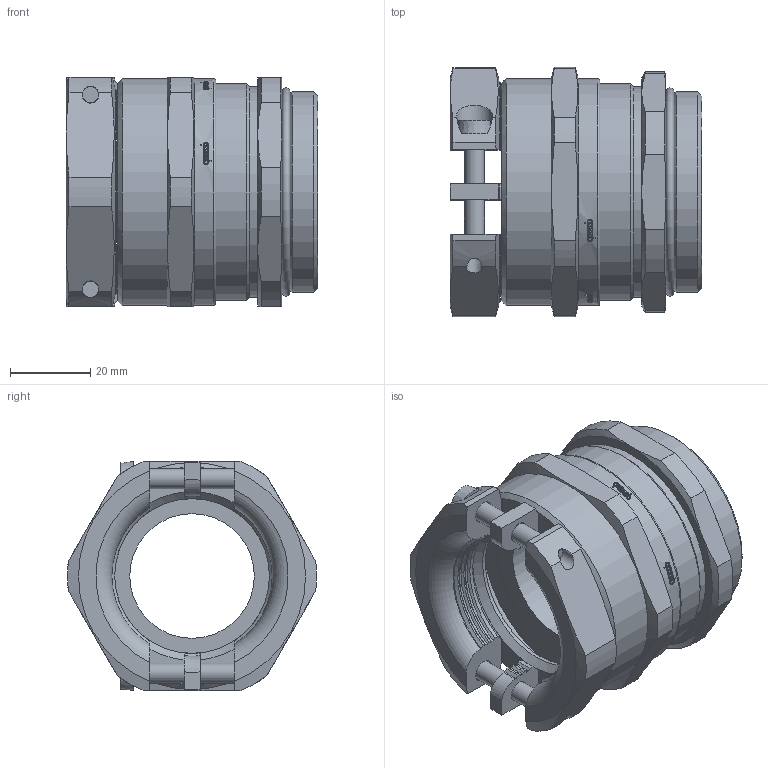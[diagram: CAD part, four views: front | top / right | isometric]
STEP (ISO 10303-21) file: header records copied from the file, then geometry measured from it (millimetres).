
FILE_DESCRIPTION(/* description */ ('HSK-MZ-EMV Metr.-Cable Glands'),/* implementation_level */ '2;1');
FILE_NAME(/* name */ '1692500051.stp',/* time_stamp */ '2021-10-13T14:04:13+02:00',/* author */ ('sl'),/* organization */ ('HUMMEL'),/* preprocessor_version */ 'ST-DEVELOPER v16.5',/* originating_system */ 'Autodesk Inventor 2017',/* authorisation */ '');
FILE_SCHEMA (('AUTOMOTIVE_DESIGN { 1 0 10303 214 3 1 1 }'));
Length unit declared in the file: millimetre
Products named in the file (6): HSK-MZ-EMV 1.692.5000.51; HSK-MZ-EMV 1.692.5000.51-Gland; HSK-MZ-EMV 1.692.5000.51-Nut; HSK-MZ-EMV 1.692.5000.51-Clamping insert; HSK-MZ-EMV 1.692.5000.51-Sealing insert; HSK-MZ-EMV 1.692.5000.51-O-Ring
Assembly tree (5 placements, depth 2):
  HSK-MZ-EMV 1.692.5000.51
    HSK-MZ-EMV 1.692.5000.51-Gland
    HSK-MZ-EMV 1.692.5000.51-Nut
    HSK-MZ-EMV 1.692.5000.51-Clamping insert
    HSK-MZ-EMV 1.692.5000.51-Sealing insert
    HSK-MZ-EMV 1.692.5000.51-O-Ring
Bounding box: 62.7 x 61.98 x 57 mm (x, y, z)
Volume: 79229.3 mm3; surface area: 48395.5 mm2
Topology: 5 solids, 5 shells, 391 faces, 1052 edges, 695 vertices
Faces by surface type: plane 232, cylinder 92, cone 51, torus 16
Full cylindrical faces by diameter (mm): 4.134 x2, 5 x3, 5.3 x2, 5.5 x2, 31 x1, 38.4 x1, 38.5 x1, 42.1 x2, 42.8 x2, 47.8 x1, 49.1 x2, 50 x1, 50.6 x2, 52.3 x1, 52.48 x1, 53.24 x1, 54 x1, 56.5 x2
Entity records: 12497 total; most frequent: CARTESIAN_POINT 2676, DIRECTION 2092, ORIENTED_EDGE 1978, EDGE_CURVE 989, AXIS2_PLACEMENT_3D 803, VERTEX_POINT 680, LINE 486, VECTOR 486
